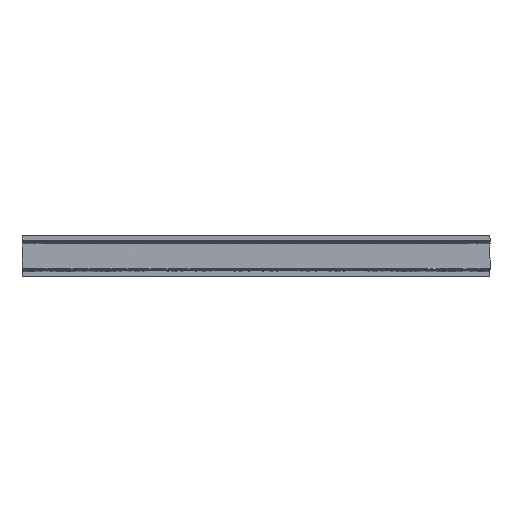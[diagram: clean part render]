
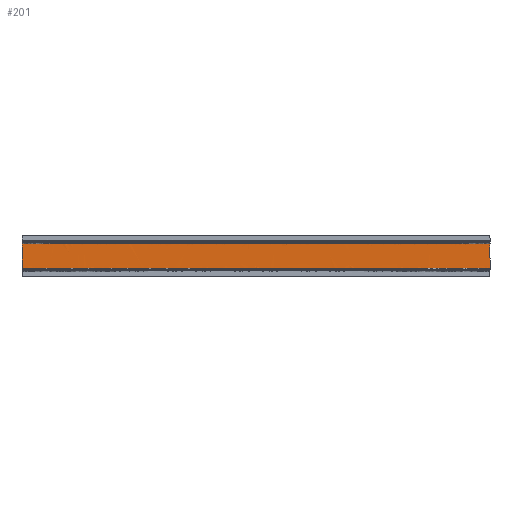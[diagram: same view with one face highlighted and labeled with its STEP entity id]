
A CAD part, top view. The second image highlights one B-rep face of the part: STEP entity #201.
In plain terms, the highlighted face is a extrusion surface.
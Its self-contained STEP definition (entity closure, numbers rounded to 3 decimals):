
#201=ADVANCED_FACE('',(#228),#215,.T.);
#215=SURFACE_OF_LINEAR_EXTRUSION('',#549,#308);
#228=FACE_OUTER_BOUND('',#250,.T.);
#250=EDGE_LOOP('',(#373,#374,#375,#376));
#258=LINE('',#724,#284);
#275=LINE('',#1156,#306);
#284=VECTOR('',#618,1.);
#306=VECTOR('',#654,1.);
#308=VECTOR('',#656,1.);
#373=ORIENTED_EDGE('',*,*,#505,.F.);
#374=ORIENTED_EDGE('',*,*,#504,.F.);
#375=ORIENTED_EDGE('',*,*,#506,.T.);
#376=ORIENTED_EDGE('',*,*,#462,.T.);
#425=VERTEX_POINT('',#722);
#427=VERTEX_POINT('',#725);
#455=VERTEX_POINT('',#1117);
#456=VERTEX_POINT('',#1155);
#462=EDGE_CURVE('',#427,#425,#258,.T.);
#504=EDGE_CURVE('',#456,#455,#275,.T.);
#505=EDGE_CURVE('',#455,#425,#547,.T.);
#506=EDGE_CURVE('',#456,#427,#548,.T.);
#547=(
BOUNDED_CURVE()
B_SPLINE_CURVE(3,(#1194,#1195,#1196,#1197,#1198,#1199,#1200,#1201,#1202,
#1203,#1204,#1205,#1206,#1207,#1208,#1209),.UNSPECIFIED.,.F.,.F.)
B_SPLINE_CURVE_WITH_KNOTS((4,3,3,3,3,4),(0.,0.066,0.087,
0.872,0.899,1.),.UNSPECIFIED.)
CURVE()
GEOMETRIC_REPRESENTATION_ITEM()
RATIONAL_B_SPLINE_CURVE((1.,1.,1.,1.,0.805,0.805,
1.,1.,1.,1.,0.805,0.805,1.,1.,1.,1.))
REPRESENTATION_ITEM('')
);
#548=(
BOUNDED_CURVE()
B_SPLINE_CURVE(3,(#1210,#1211,#1212,#1213,#1214,#1215,#1216,#1217,#1218,
#1219,#1220,#1221,#1222,#1223,#1224,#1225),.UNSPECIFIED.,.F.,.F.)
B_SPLINE_CURVE_WITH_KNOTS((4,3,3,3,3,4),(0.,0.066,0.087,
0.872,0.899,1.),.UNSPECIFIED.)
CURVE()
GEOMETRIC_REPRESENTATION_ITEM()
RATIONAL_B_SPLINE_CURVE((1.,1.,1.,1.,0.805,0.805,
1.,1.,1.,1.,0.805,0.805,1.,1.,1.,1.))
REPRESENTATION_ITEM('')
);
#549=(
BOUNDED_CURVE()
B_SPLINE_CURVE(3,(#1226,#1227,#1228,#1229,#1230,#1231,#1232,#1233,#1234,
#1235,#1236,#1237,#1238,#1239,#1240,#1241),.UNSPECIFIED.,.F.,.F.)
B_SPLINE_CURVE_WITH_KNOTS((4,3,3,3,3,4),(0.,0.066,0.087,
0.872,0.899,1.),.UNSPECIFIED.)
CURVE()
GEOMETRIC_REPRESENTATION_ITEM()
RATIONAL_B_SPLINE_CURVE((1.,1.,1.,1.,0.805,0.805,
1.,1.,1.,1.,0.805,0.805,1.,1.,1.,1.))
REPRESENTATION_ITEM('')
);
#618=DIRECTION('',(-1.,0.,0.));
#654=DIRECTION('',(-1.,0.,0.));
#656=DIRECTION('',(-1.,0.,0.));
#722=CARTESIAN_POINT('',(0.,-17.2,143.));
#724=CARTESIAN_POINT('',(2000.,-17.2,143.));
#725=CARTESIAN_POINT('',(2000.,-17.2,143.));
#1117=CARTESIAN_POINT('',(0.,-17.2,35.5));
#1155=CARTESIAN_POINT('',(2000.,-17.2,35.5));
#1156=CARTESIAN_POINT('',(2000.,-17.2,35.5));
#1194=CARTESIAN_POINT('',(0.,-17.2,35.5));
#1195=CARTESIAN_POINT('',(0.,-13.617,35.5));
#1196=CARTESIAN_POINT('',(0.,-10.033,35.5));
#1197=CARTESIAN_POINT('',(0.,-6.45,35.5));
#1198=CARTESIAN_POINT('',(0.,-5.278,35.5));
#1199=CARTESIAN_POINT('',(0.,-4.45,36.328));
#1200=CARTESIAN_POINT('',(0.,-4.45,37.5));
#1201=CARTESIAN_POINT('',(0.,-4.45,72.));
#1202=CARTESIAN_POINT('',(0.,-4.45,106.5));
#1203=CARTESIAN_POINT('',(0.,-4.45,141.));
#1204=CARTESIAN_POINT('',(0.,-4.45,142.172));
#1205=CARTESIAN_POINT('',(0.,-5.278,143.));
#1206=CARTESIAN_POINT('',(0.,-6.45,143.));
#1207=CARTESIAN_POINT('',(0.,-10.033,143.));
#1208=CARTESIAN_POINT('',(0.,-13.617,143.));
#1209=CARTESIAN_POINT('',(0.,-17.2,143.));
#1210=CARTESIAN_POINT('',(2000.,-17.2,35.5));
#1211=CARTESIAN_POINT('',(2000.,-13.617,35.5));
#1212=CARTESIAN_POINT('',(2000.,-10.033,35.5));
#1213=CARTESIAN_POINT('',(2000.,-6.45,35.5));
#1214=CARTESIAN_POINT('',(2000.,-5.278,35.5));
#1215=CARTESIAN_POINT('',(2000.,-4.45,36.328));
#1216=CARTESIAN_POINT('',(2000.,-4.45,37.5));
#1217=CARTESIAN_POINT('',(2000.,-4.45,72.));
#1218=CARTESIAN_POINT('',(2000.,-4.45,106.5));
#1219=CARTESIAN_POINT('',(2000.,-4.45,141.));
#1220=CARTESIAN_POINT('',(2000.,-4.45,142.172));
#1221=CARTESIAN_POINT('',(2000.,-5.278,143.));
#1222=CARTESIAN_POINT('',(2000.,-6.45,143.));
#1223=CARTESIAN_POINT('',(2000.,-10.033,143.));
#1224=CARTESIAN_POINT('',(2000.,-13.617,143.));
#1225=CARTESIAN_POINT('',(2000.,-17.2,143.));
#1226=CARTESIAN_POINT('',(2000.,-17.2,35.5));
#1227=CARTESIAN_POINT('',(2000.,-13.617,35.5));
#1228=CARTESIAN_POINT('',(2000.,-10.033,35.5));
#1229=CARTESIAN_POINT('',(2000.,-6.45,35.5));
#1230=CARTESIAN_POINT('',(2000.,-5.278,35.5));
#1231=CARTESIAN_POINT('',(2000.,-4.45,36.328));
#1232=CARTESIAN_POINT('',(2000.,-4.45,37.5));
#1233=CARTESIAN_POINT('',(2000.,-4.45,72.));
#1234=CARTESIAN_POINT('',(2000.,-4.45,106.5));
#1235=CARTESIAN_POINT('',(2000.,-4.45,141.));
#1236=CARTESIAN_POINT('',(2000.,-4.45,142.172));
#1237=CARTESIAN_POINT('',(2000.,-5.278,143.));
#1238=CARTESIAN_POINT('',(2000.,-6.45,143.));
#1239=CARTESIAN_POINT('',(2000.,-10.033,143.));
#1240=CARTESIAN_POINT('',(2000.,-13.617,143.));
#1241=CARTESIAN_POINT('',(2000.,-17.2,143.));
